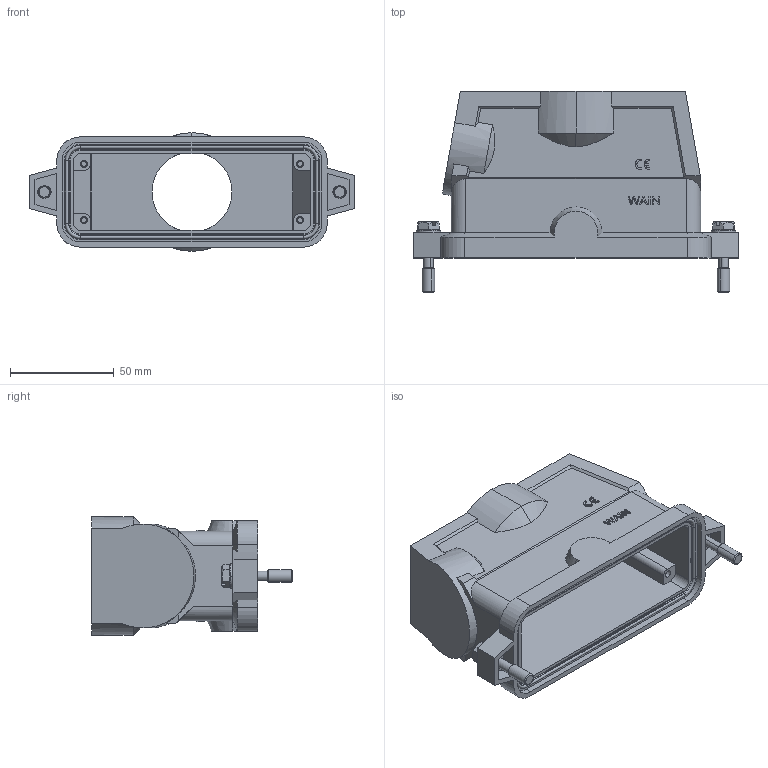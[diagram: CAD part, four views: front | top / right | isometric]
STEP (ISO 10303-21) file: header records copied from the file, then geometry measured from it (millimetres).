
FILE_DESCRIPTION(/* description */ (''),/* implementation_level */ '2;1');
FILE_NAME(/* name */ '3D_1150244205105_HP24B-TEH-2S-M40_V1.1.stp',/* time_stamp */ '2024-01-20T11:00:12+08:00',/* author */ (''),/* organization */ (''),/* preprocessor_version */ 'ST-DEVELOPER v18.1',/* originating_system */ 'SIEMENS PLM Software NX 1980',/* authorisation */ '');
FILE_SCHEMA (('AUTOMOTIVE_DESIGN { 1 0 10303 214 3 1 1 1 }'));
Length unit declared in the file: millimetre
Products named in the file (1): 3D_1150244205103_HP24B-TEH-2S-M25_V1.0_stp
Bounding box: 156 x 96.6 x 57 mm (x, y, z)
Volume: 145605 mm3; surface area: 64654 mm2
Topology: 1 solids, 1 shells, 395 faces, 997 edges, 642 vertices
Faces by surface type: plane 236, cylinder 91, cone 32, torus 20, extrusion 16
Entity records: 12366 total; most frequent: CARTESIAN_POINT 3092, ORIENTED_EDGE 1992, DIRECTION 1782, EDGE_CURVE 996, VERTEX_POINT 642, AXIS2_PLACEMENT_3D 620, VECTOR 542, LINE 526
